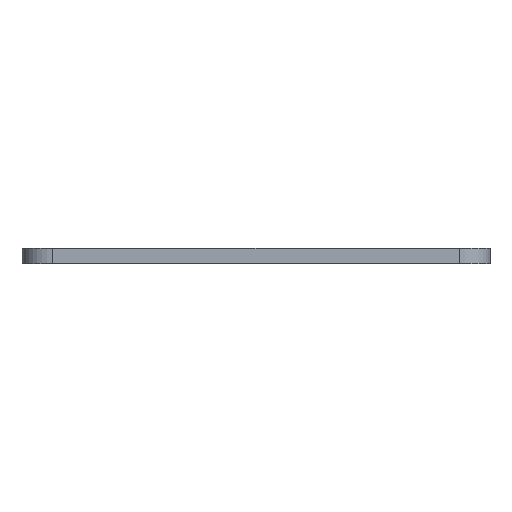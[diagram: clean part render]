
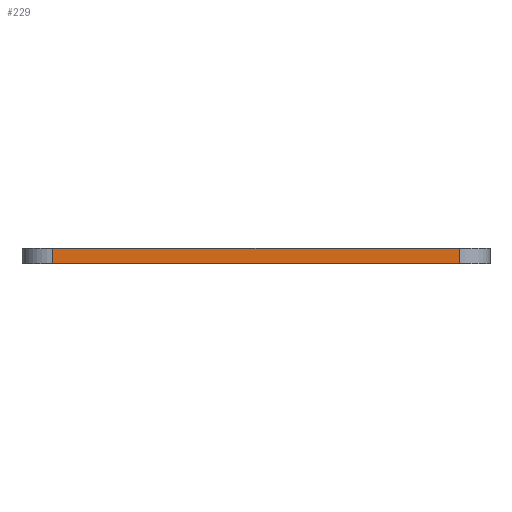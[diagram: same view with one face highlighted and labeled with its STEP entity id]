
A CAD part, left-side view. The second image highlights one B-rep face of the part: STEP entity #229.
In plain terms, the highlighted planar face has unit normal (-1, 0, 0).
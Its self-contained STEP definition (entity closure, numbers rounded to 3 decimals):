
#171 = VERTEX_POINT('',#172);
#172 = CARTESIAN_POINT('',(48.908,-35.57,-1.6));
#179 = EDGE_CURVE('',#180,#171,#182,.T.);
#180 = VERTEX_POINT('',#181);
#181 = CARTESIAN_POINT('',(48.908,-35.57,0.));
#182 = LINE('',#183,#184);
#183 = CARTESIAN_POINT('',(48.908,-35.57,0.));
#184 = VECTOR('',#185,1.);
#185 = DIRECTION('',(0.,0.,-1.));
#229 = ADVANCED_FACE('',(#230),#255,.T.);
#230 = FACE_BOUND('',#231,.T.);
#231 = EDGE_LOOP('',(#232,#233,#241,#249));
#232 = ORIENTED_EDGE('',*,*,#179,.T.);
#233 = ORIENTED_EDGE('',*,*,#234,.T.);
#234 = EDGE_CURVE('',#171,#235,#237,.T.);
#235 = VERTEX_POINT('',#236);
#236 = CARTESIAN_POINT('',(48.908,-77.48,-1.6));
#237 = LINE('',#238,#239);
#238 = CARTESIAN_POINT('',(48.908,-35.57,-1.6));
#239 = VECTOR('',#240,1.);
#240 = DIRECTION('',(0.,-1.,0.));
#241 = ORIENTED_EDGE('',*,*,#242,.F.);
#242 = EDGE_CURVE('',#243,#235,#245,.T.);
#243 = VERTEX_POINT('',#244);
#244 = CARTESIAN_POINT('',(48.908,-77.48,0.));
#245 = LINE('',#246,#247);
#246 = CARTESIAN_POINT('',(48.908,-77.48,0.));
#247 = VECTOR('',#248,1.);
#248 = DIRECTION('',(0.,0.,-1.));
#249 = ORIENTED_EDGE('',*,*,#250,.F.);
#250 = EDGE_CURVE('',#180,#243,#251,.T.);
#251 = LINE('',#252,#253);
#252 = CARTESIAN_POINT('',(48.908,-35.57,0.));
#253 = VECTOR('',#254,1.);
#254 = DIRECTION('',(0.,-1.,0.));
#255 = PLANE('',#256);
#256 = AXIS2_PLACEMENT_3D('',#257,#258,#259);
#257 = CARTESIAN_POINT('',(48.908,-35.57,0.));
#258 = DIRECTION('',(-1.,-0.,-0.));
#259 = DIRECTION('',(0.,-1.,0.));
